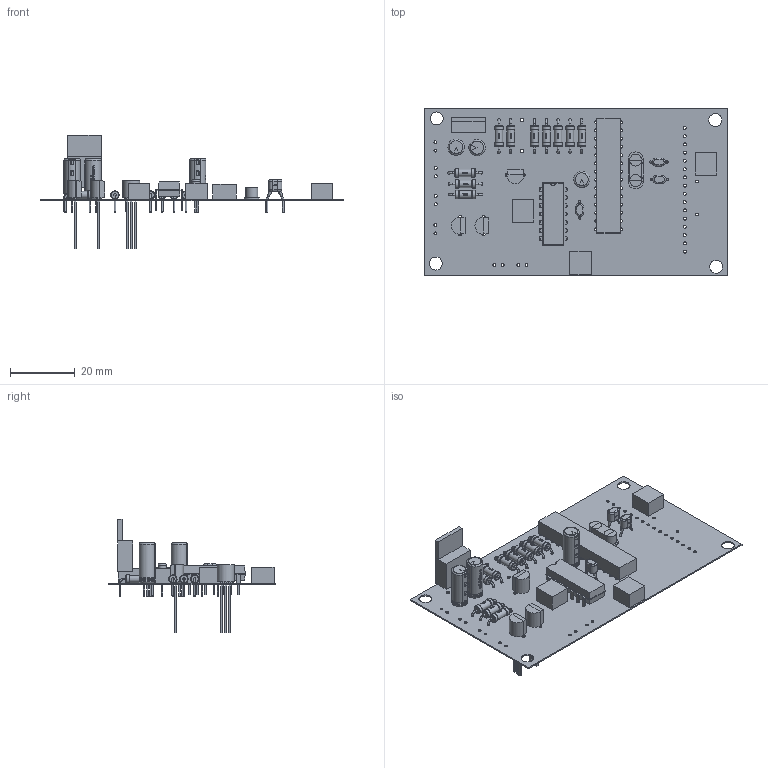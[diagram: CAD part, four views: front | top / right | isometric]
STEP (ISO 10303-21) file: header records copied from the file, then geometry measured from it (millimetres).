
FILE_DESCRIPTION(('Open CASCADE Model'),'2;1');
FILE_NAME('Open CASCADE Shape Model','2022-04-07T14:13:30',('Author'),( 'Open CASCADE'),'Open CASCADE STEP processor 6.8','Open CASCADE 6.8' ,'Unknown');
FILE_SCHEMA(('AUTOMOTIVE_DESIGN { 1 0 10303 214 1 1 1 1 }'));
Length unit declared in the file: millimetre
Products named in the file (69): PCB; Board; Open CASCADE STEP translator 6.8 2.1.1; VR3; 6089256800; Extruded; VR2; VR1; R11; Res_Yageo_MFR-25FBF52-1K18_eec; 1; 2; 3; R10; R9; R6; R4; R2; R1; Q3; 5896490512; IC1; 5896490432; Body; PinsArrayLR; C6; Cap_Nichicon_UVR2AR22MDD1TD_eec; body; leads; vent; marking; bottom; logo; Q1; 5896490352; Q2; R5; R7; R8; U2 ...
Assembly tree (84 placements, depth 4):
  PCB
    Board
      Open CASCADE STEP translator 6.8 2.1.1
    VR3
      6089256800
        Extruded
    VR2
      6089256800
        Extruded
    VR1
      6089256800
        Extruded
    R11
      Res_Yageo_MFR-25FBF52-1K18_eec
        1
        2
        3
    R10
      Res_Yageo_MFR-25FBF52-1K18_eec
        1
        2
        3
    R9
      Res_Yageo_MFR-25FBF52-1K18_eec
        1
        2
        3
    R6
      Res_Yageo_MFR-25FBF52-1K18_eec
        1
        2
        3
    R4
      Res_Yageo_MFR-25FBF52-1K18_eec
        1
        2
        3
    R2
      Res_Yageo_MFR-25FBF52-1K18_eec
        1
        2
        3
    R1
      Res_Yageo_MFR-25FBF52-1K18_eec
        1
        2
        3
    Q3
      5896490512
    IC1
      5896490432
        Body
        PinsArrayLR
    C6
      Cap_Nichicon_UVR2AR22MDD1TD_eec
        body
        leads
        vent
        marking
        bottom
Bounding box: 93.22 x 51.44 x 34.91 mm (x, y, z)
Volume: 6556.2 mm3; surface area: 16280.7 mm2
Topology: 171 solids, 171 shells, 4310 faces, 11432 edges, 7548 vertices
Faces by surface type: plane 2103, bspline 1152, cylinder 713, torus 262, cone 60, sphere 20
Full cylindrical faces by diameter (mm): 0.5 x24, 0.55 x40, 0.65 x6, 0.7 x8, 0.75 x29, 0.76 x14, 0.85 x2, 0.9 x56, 0.96 x9, 1.05 x2, 1.1 x3, 2.318 x10, 2.6 x20, 3.7 x2, 4 x10, 4.65 x2
Entity records: 50057 total; most frequent: CARTESIAN_POINT 16009, ORIENTED_EDGE 7080, DIRECTION 5765, EDGE_CURVE 3540, VERTEX_POINT 2346, LINE 2011, VECTOR 2011, AXIS2_PLACEMENT_3D 1877
